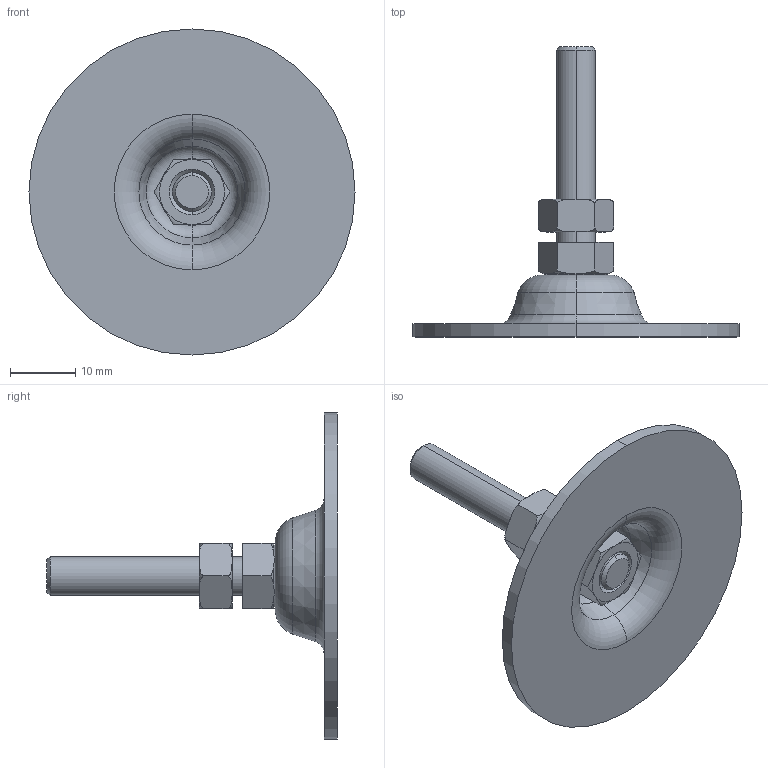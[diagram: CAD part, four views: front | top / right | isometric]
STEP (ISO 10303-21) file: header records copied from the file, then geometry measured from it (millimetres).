
FILE_DESCRIPTION (( 'STEP AP203' ), '1' );
FILE_NAME ('KC-1275-D-7.STEP', '2016-12-01T01:34:46', ( '' ), ( '' ), 'SwSTEP 2.0', 'SolidWorks 2014', '' );
FILE_SCHEMA (( 'CONFIG_CONTROL_DESIGN' ));
Length unit declared in the file: millimetre
Products named in the file (5): KC-1275-D-7_ベース; KC-1275-D-7_僫僢僩B; KC-1275-D-7_ボルト; KC-1275-D-7; KC-1275-D-7_僫僢僩A
Assembly tree (4 placements, depth 2):
  KC-1275-D-7
    KC-1275-D-7_ベース
    KC-1275-D-7_ボルト
    KC-1275-D-7_僫僢僩A
    KC-1275-D-7_僫僢僩B
Bounding box: 50 x 44.5 x 50 mm (x, y, z)
Volume: 6377.4 mm3; surface area: 6446.6 mm2
Topology: 4 solids, 4 shells, 82 faces, 190 edges, 120 vertices
Faces by surface type: plane 30, cone 22, torus 18, cylinder 12
Entity records: 3251 total; most frequent: CARTESIAN_POINT 879, DIRECTION 402, ORIENTED_EDGE 380, EDGE_CURVE 190, AXIS2_PLACEMENT_3D 175, VERTEX_POINT 120, EDGE_LOOP 92, CIRCLE 86
